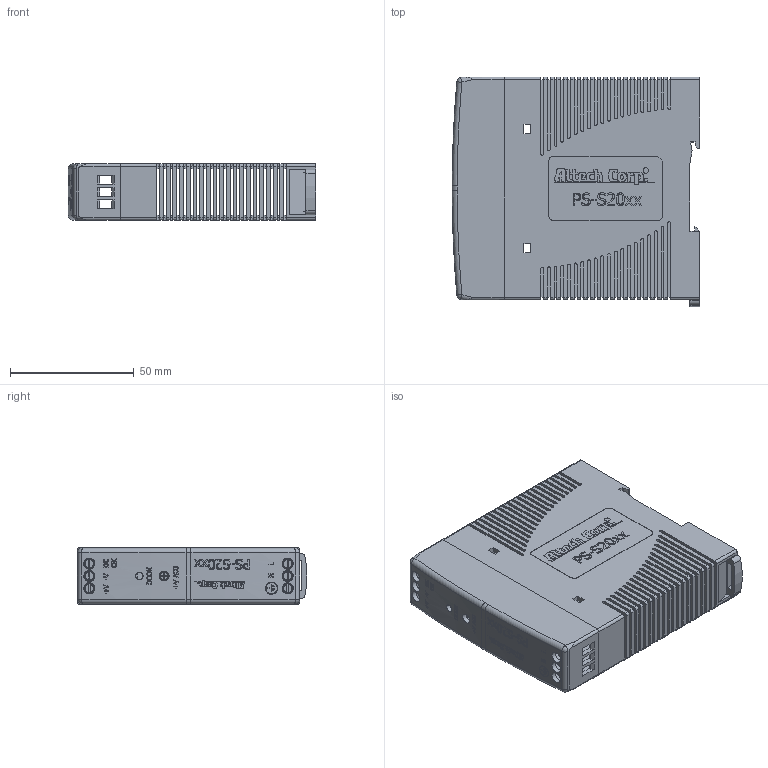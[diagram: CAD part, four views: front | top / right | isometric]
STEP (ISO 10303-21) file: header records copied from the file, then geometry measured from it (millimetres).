
FILE_DESCRIPTION((''),'2;1');
FILE_NAME('PSS20.stp','2007-07-24T11:27:14',('Philipp'),(''),'Autodesk Inventor 2008','Autodesk Inventor 2008','');
FILE_SCHEMA(('AUTOMOTIVE_DESIGN { 1 0 10303 214 1 1 1 1 }'));
Length unit declared in the file: millimetre
Products named in the file (6): PS-S20xx; box; front; interlock; GB 822-88  H M2 x 3; ISO 1207 M 2 x 3
Assembly tree (10 placements, depth 2):
  PS-S20xx
    box
    front
    interlock
    GB 822-88  H M2 x 3
    ISO 1207 M 2 x 3  x6
Bounding box: 100.01 x 92.83 x 22.75 mm (x, y, z)
Volume: 46589.1 mm3; surface area: 56441.9 mm2
Topology: 10 solids, 10 shells, 1778 faces, 5235 edges, 3474 vertices
Faces by surface type: plane 950, cylinder 514, bspline 261, cone 27, torus 21, sphere 5
Full cylindrical faces by diameter (mm): 1.754 x6, 2 x7, 2.201 x1, 3 x1, 3.5 x1, 4 x1, 4.5 x3, 4.6 x1, 4.9 x1
Entity records: 62790 total; most frequent: CARTESIAN_POINT 17764, ORIENTED_EDGE 10118, DIRECTION 8260, EDGE_CURVE 5059, VERTEX_POINT 3377, VECTOR 3296, LINE 3296, AXIS2_PLACEMENT_3D 2482
